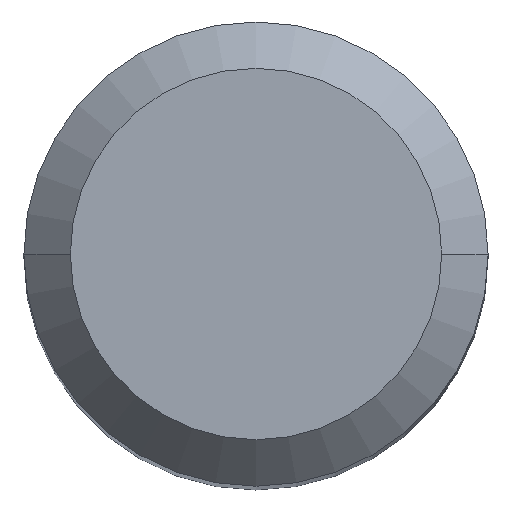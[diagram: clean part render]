
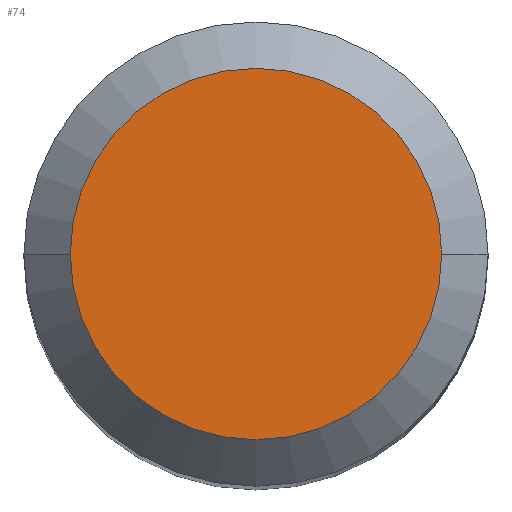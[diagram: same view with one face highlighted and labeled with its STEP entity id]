
A CAD part, top view. The second image highlights one B-rep face of the part: STEP entity #74.
In plain terms, the highlighted planar face has unit normal (0, 0, 1).
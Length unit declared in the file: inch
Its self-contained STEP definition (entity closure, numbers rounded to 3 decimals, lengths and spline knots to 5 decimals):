
#33 = CIRCLE ( 'NONE', #64, 0.09448 ) ;
#49 = EDGE_LOOP ( 'NONE', ( #121, #203 ) ) ;
#64 = AXIS2_PLACEMENT_3D ( 'NONE', #350, #73, #278 ) ;
#73 = DIRECTION ( 'NONE',  ( 0., 0., 1. ) ) ;
#74 = ADVANCED_FACE ( 'NONE', ( #268 ), #349, .F. ) ;
#103 = DIRECTION ( 'NONE',  ( 0., 0., 1. ) ) ;
#121 = ORIENTED_EDGE ( 'NONE', *, *, #514, .T. ) ;
#134 = VERTEX_POINT ( 'NONE', #164 ) ;
#159 = CARTESIAN_POINT ( 'NONE',  ( 0., 0., 0. ) ) ;
#164 = CARTESIAN_POINT ( 'NONE',  ( -0.09448, 0., 0. ) ) ;
#168 = AXIS2_PLACEMENT_3D ( 'NONE', #213, #295, #463 ) ;
#200 = EDGE_CURVE ( 'NONE', #501, #134, #282, .T. ) ;
#203 = ORIENTED_EDGE ( 'NONE', *, *, #200, .T. ) ;
#213 = CARTESIAN_POINT ( 'NONE',  ( 0., 0., 0. ) ) ;
#268 = FACE_OUTER_BOUND ( 'NONE', #49, .T. ) ;
#278 = DIRECTION ( 'NONE',  ( 1., 0., 0. ) ) ;
#282 = CIRCLE ( 'NONE', #377, 0.09448 ) ;
#295 = DIRECTION ( 'NONE',  ( 0., 0., -1. ) ) ;
#336 = CARTESIAN_POINT ( 'NONE',  ( 0.09448, 0., 0. ) ) ;
#349 = PLANE ( 'NONE',  #168 ) ;
#350 = CARTESIAN_POINT ( 'NONE',  ( 0., 0., 0. ) ) ;
#377 = AXIS2_PLACEMENT_3D ( 'NONE', #159, #103, #394 ) ;
#394 = DIRECTION ( 'NONE',  ( 1., 0., 0. ) ) ;
#463 = DIRECTION ( 'NONE',  ( -1., 0., 0. ) ) ;
#501 = VERTEX_POINT ( 'NONE', #336 ) ;
#514 = EDGE_CURVE ( 'NONE', #134, #501, #33, .T. ) ;
